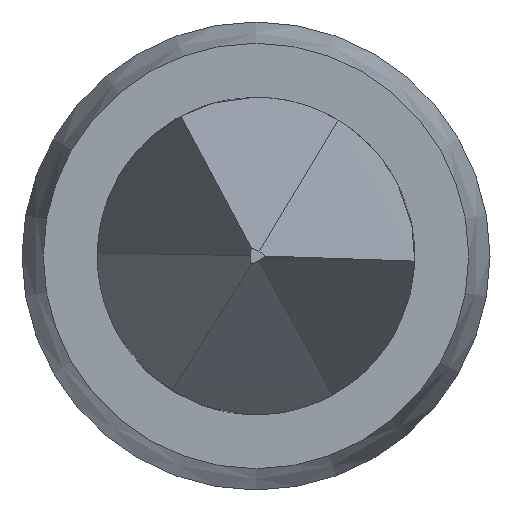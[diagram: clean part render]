
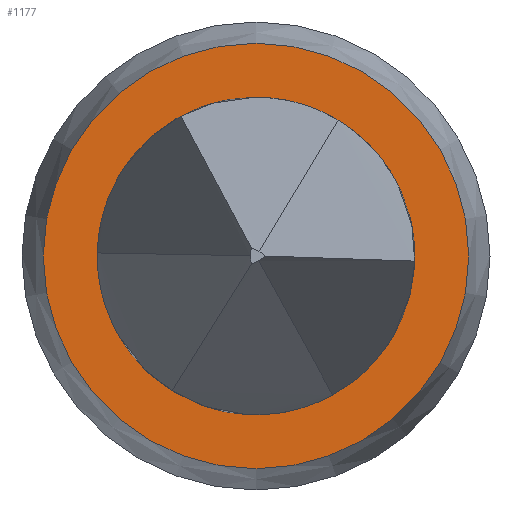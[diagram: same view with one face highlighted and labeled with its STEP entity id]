
A CAD part, left-side view. The second image highlights one B-rep face of the part: STEP entity #1177.
In plain terms, the highlighted planar face has unit normal (-1, 0, 0).
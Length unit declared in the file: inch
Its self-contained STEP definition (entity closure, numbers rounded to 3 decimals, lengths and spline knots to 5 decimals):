
#159 = PLANE ( 'NONE',  #1042 ) ;
#179 = DIRECTION ( 'NONE',  ( -1., 0., 0. ) ) ;
#213 = CIRCLE ( 'NONE', #920, 0.01045 ) ;
#291 = CARTESIAN_POINT ( 'NONE',  ( 0., 0., 0. ) ) ;
#308 = DIRECTION ( 'NONE',  ( 0., 0., 1. ) ) ;
#338 = VERTEX_POINT ( 'NONE', #1008 ) ;
#415 = DIRECTION ( 'NONE',  ( -1., 0., 0. ) ) ;
#450 = VERTEX_POINT ( 'NONE', #865 ) ;
#519 = DIRECTION ( 'NONE',  ( 0., 0., -1. ) ) ;
#526 = CARTESIAN_POINT ( 'NONE',  ( 0., 0., 0. ) ) ;
#618 = DIRECTION ( 'NONE',  ( 0., 0., 1. ) ) ;
#634 = ORIENTED_EDGE ( 'NONE', *, *, #685, .F. ) ;
#652 = EDGE_LOOP ( 'NONE', ( #1223 ) ) ;
#685 = EDGE_CURVE ( 'NONE', #338, #338, #213, .T. ) ;
#705 = CARTESIAN_POINT ( 'NONE',  ( 0., 0.014, 0. ) ) ;
#719 = FACE_OUTER_BOUND ( 'NONE', #652, .T. ) ;
#865 = CARTESIAN_POINT ( 'NONE',  ( 0., 0., -0.014 ) ) ;
#883 = EDGE_LOOP ( 'NONE', ( #634 ) ) ;
#920 = AXIS2_PLACEMENT_3D ( 'NONE', #526, #415, #308 ) ;
#940 = EDGE_CURVE ( 'NONE', #450, #450, #1296, .T. ) ;
#1008 = CARTESIAN_POINT ( 'NONE',  ( 0., 0., 0.01045 ) ) ;
#1038 = AXIS2_PLACEMENT_3D ( 'NONE', #291, #1196, #519 ) ;
#1042 = AXIS2_PLACEMENT_3D ( 'NONE', #705, #179, #618 ) ;
#1177 = ADVANCED_FACE ( 'NONE', ( #1248, #719 ), #159, .T. ) ;
#1196 = DIRECTION ( 'NONE',  ( 1., 0., 0. ) ) ;
#1223 = ORIENTED_EDGE ( 'NONE', *, *, #940, .F. ) ;
#1248 = FACE_BOUND ( 'NONE', #883, .T. ) ;
#1296 = CIRCLE ( 'NONE', #1038, 0.014 ) ;
